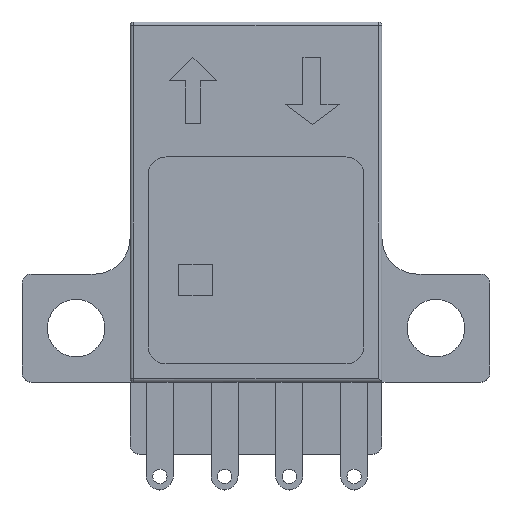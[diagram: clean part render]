
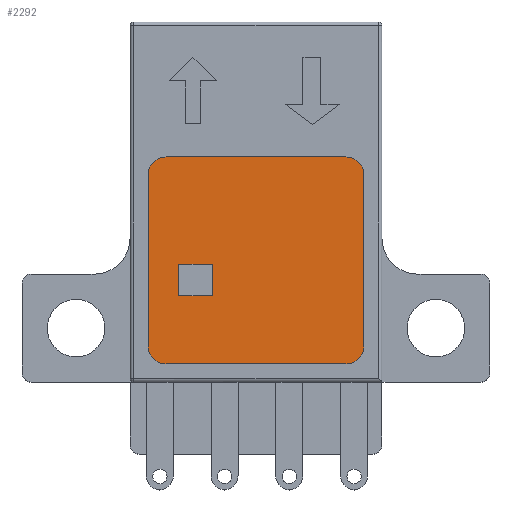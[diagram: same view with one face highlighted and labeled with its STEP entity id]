
A CAD part, top view. The second image highlights one B-rep face of the part: STEP entity #2292.
In plain terms, the highlighted planar face has unit normal (0, 0, 1).
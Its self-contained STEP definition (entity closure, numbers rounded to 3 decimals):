
#73 = CARTESIAN_POINT ( 'NONE',  ( 5., -8., 3.9 ) ) ;
#101 = CARTESIAN_POINT ( 'NONE',  ( 0., 0., 3.9 ) ) ;
#114 = ORIENTED_EDGE ( 'NONE', *, *, #1786, .T. ) ;
#161 = CARTESIAN_POINT ( 'NONE',  ( 5., 1.5, 3.9 ) ) ;
#194 = CARTESIAN_POINT ( 'NONE',  ( -4.29, -5.208, 3.9 ) ) ;
#210 = FACE_OUTER_BOUND ( 'NONE', #3688, .T. ) ;
#233 = VERTEX_POINT ( 'NONE', #602 ) ;
#346 = CARTESIAN_POINT ( 'NONE',  ( -6., -8., 3.9 ) ) ;
#405 = CARTESIAN_POINT ( 'NONE',  ( -6., 2.5, 3.9 ) ) ;
#431 = ORIENTED_EDGE ( 'NONE', *, *, #2260, .T. ) ;
#442 = PLANE ( 'NONE',  #541 ) ;
#478 = VERTEX_POINT ( 'NONE', #949 ) ;
#541 = AXIS2_PLACEMENT_3D ( 'NONE', #101, #3882, #1970 ) ;
#549 = DIRECTION ( 'NONE',  ( 1., 0., 0. ) ) ;
#602 = CARTESIAN_POINT ( 'NONE',  ( -6., 1.5, 3.9 ) ) ;
#612 = CARTESIAN_POINT ( 'NONE',  ( -4.29, -3.46, 3.9 ) ) ;
#640 = VECTOR ( 'NONE', #3255, 1000. ) ;
#670 = CARTESIAN_POINT ( 'NONE',  ( 6., -8., 3.9 ) ) ;
#685 = DIRECTION ( 'NONE',  ( 0., 0., 1. ) ) ;
#689 = CARTESIAN_POINT ( 'NONE',  ( -4.29, -3.46, 3.9 ) ) ;
#710 = VERTEX_POINT ( 'NONE', #2672 ) ;
#742 = LINE ( 'NONE', #3505, #640 ) ;
#827 = CARTESIAN_POINT ( 'NONE',  ( 5., 2.5, 3.9 ) ) ;
#833 = VERTEX_POINT ( 'NONE', #2776 ) ;
#893 = CARTESIAN_POINT ( 'NONE',  ( 5., -9., 3.9 ) ) ;
#901 = VECTOR ( 'NONE', #1236, 1000. ) ;
#921 = CARTESIAN_POINT ( 'NONE',  ( -5., 1.5, 3.9 ) ) ;
#949 = CARTESIAN_POINT ( 'NONE',  ( -2.428, -3.46, 3.9 ) ) ;
#999 = ORIENTED_EDGE ( 'NONE', *, *, #1844, .T. ) ;
#1018 = EDGE_CURVE ( 'NONE', #710, #2467, #3696, .T. ) ;
#1021 = VECTOR ( 'NONE', #2268, 1000. ) ;
#1045 = VERTEX_POINT ( 'NONE', #670 ) ;
#1050 = DIRECTION ( 'NONE',  ( 1., 0., 0. ) ) ;
#1075 = LINE ( 'NONE', #1594, #1216 ) ;
#1157 = VERTEX_POINT ( 'NONE', #1955 ) ;
#1171 = VECTOR ( 'NONE', #2535, 1000. ) ;
#1206 = EDGE_CURVE ( 'NONE', #2467, #833, #2343, .T. ) ;
#1216 = VECTOR ( 'NONE', #3141, 1000. ) ;
#1229 = ORIENTED_EDGE ( 'NONE', *, *, #2192, .T. ) ;
#1236 = DIRECTION ( 'NONE',  ( -1., 0., 0. ) ) ;
#1302 = EDGE_CURVE ( 'NONE', #2028, #1310, #2646, .T. ) ;
#1310 = VERTEX_POINT ( 'NONE', #827 ) ;
#1381 = ORIENTED_EDGE ( 'NONE', *, *, #4019, .F. ) ;
#1414 = LINE ( 'NONE', #2330, #3230 ) ;
#1522 = LINE ( 'NONE', #405, #1959 ) ;
#1576 = VERTEX_POINT ( 'NONE', #893 ) ;
#1594 = CARTESIAN_POINT ( 'NONE',  ( 6., 2.5, 3.9 ) ) ;
#1606 = CIRCLE ( 'NONE', #2787, 1. ) ;
#1724 = DIRECTION ( 'NONE',  ( 0., 0., 1. ) ) ;
#1786 = EDGE_CURVE ( 'NONE', #3168, #1576, #3213, .T. ) ;
#1795 = CARTESIAN_POINT ( 'NONE',  ( 6., 1.5, 3.9 ) ) ;
#1844 = EDGE_CURVE ( 'NONE', #233, #3341, #1522, .T. ) ;
#1869 = VECTOR ( 'NONE', #1050, 1000. ) ;
#1889 = DIRECTION ( 'NONE',  ( 0., 0., 1. ) ) ;
#1919 = ORIENTED_EDGE ( 'NONE', *, *, #2094, .T. ) ;
#1955 = CARTESIAN_POINT ( 'NONE',  ( -5., 2.5, 3.9 ) ) ;
#1959 = VECTOR ( 'NONE', #1995, 1000. ) ;
#1970 = DIRECTION ( 'NONE',  ( 1., 0., 0. ) ) ;
#1995 = DIRECTION ( 'NONE',  ( 0., -1., 0. ) ) ;
#2028 = VERTEX_POINT ( 'NONE', #1795 ) ;
#2056 = EDGE_LOOP ( 'NONE', ( #2124, #3402, #1381, #2800 ) ) ;
#2094 = EDGE_CURVE ( 'NONE', #3341, #3168, #1606, .T. ) ;
#2124 = ORIENTED_EDGE ( 'NONE', *, *, #1018, .F. ) ;
#2154 = FACE_BOUND ( 'NONE', #2056, .T. ) ;
#2185 = DIRECTION ( 'NONE',  ( 1., 0., 0. ) ) ;
#2192 = EDGE_CURVE ( 'NONE', #1045, #2028, #1075, .T. ) ;
#2219 = LINE ( 'NONE', #612, #901 ) ;
#2260 = EDGE_CURVE ( 'NONE', #1576, #1045, #3904, .T. ) ;
#2268 = DIRECTION ( 'NONE',  ( 1., 0., 0. ) ) ;
#2292 = ADVANCED_FACE ( 'NONE', ( #2154, #210 ), #442, .T. ) ;
#2330 = CARTESIAN_POINT ( 'NONE',  ( -6., 2.5, 3.9 ) ) ;
#2343 = LINE ( 'NONE', #3884, #1021 ) ;
#2412 = DIRECTION ( 'NONE',  ( 0., 0., 1. ) ) ;
#2467 = VERTEX_POINT ( 'NONE', #194 ) ;
#2535 = DIRECTION ( 'NONE',  ( 0., -1., 0. ) ) ;
#2637 = DIRECTION ( 'NONE',  ( -1., 0., 0. ) ) ;
#2646 = CIRCLE ( 'NONE', #2967, 1. ) ;
#2672 = CARTESIAN_POINT ( 'NONE',  ( -4.29, -3.46, 3.9 ) ) ;
#2718 = CARTESIAN_POINT ( 'NONE',  ( -5., -8., 3.9 ) ) ;
#2756 = CARTESIAN_POINT ( 'NONE',  ( -5., -9., 3.9 ) ) ;
#2776 = CARTESIAN_POINT ( 'NONE',  ( -2.428, -5.208, 3.9 ) ) ;
#2787 = AXIS2_PLACEMENT_3D ( 'NONE', #2718, #2412, #549 ) ;
#2800 = ORIENTED_EDGE ( 'NONE', *, *, #1206, .F. ) ;
#2873 = DIRECTION ( 'NONE',  ( 1., 0., 0. ) ) ;
#2945 = ORIENTED_EDGE ( 'NONE', *, *, #3736, .T. ) ;
#2967 = AXIS2_PLACEMENT_3D ( 'NONE', #161, #1724, #3962 ) ;
#3121 = AXIS2_PLACEMENT_3D ( 'NONE', #921, #685, #2185 ) ;
#3136 = AXIS2_PLACEMENT_3D ( 'NONE', #73, #1889, #2873 ) ;
#3141 = DIRECTION ( 'NONE',  ( 0., 1., 0. ) ) ;
#3168 = VERTEX_POINT ( 'NONE', #2756 ) ;
#3213 = LINE ( 'NONE', #3861, #1869 ) ;
#3226 = EDGE_CURVE ( 'NONE', #478, #710, #2219, .T. ) ;
#3230 = VECTOR ( 'NONE', #2637, 1000. ) ;
#3255 = DIRECTION ( 'NONE',  ( 0., 1., 0. ) ) ;
#3341 = VERTEX_POINT ( 'NONE', #346 ) ;
#3402 = ORIENTED_EDGE ( 'NONE', *, *, #3226, .F. ) ;
#3424 = ORIENTED_EDGE ( 'NONE', *, *, #1302, .T. ) ;
#3505 = CARTESIAN_POINT ( 'NONE',  ( -2.428, -3.46, 3.9 ) ) ;
#3511 = EDGE_CURVE ( 'NONE', #1310, #1157, #1414, .T. ) ;
#3688 = EDGE_LOOP ( 'NONE', ( #999, #1919, #114, #431, #1229, #3424, #3762, #2945 ) ) ;
#3696 = LINE ( 'NONE', #689, #1171 ) ;
#3736 = EDGE_CURVE ( 'NONE', #1157, #233, #3840, .T. ) ;
#3762 = ORIENTED_EDGE ( 'NONE', *, *, #3511, .T. ) ;
#3840 = CIRCLE ( 'NONE', #3121, 1. ) ;
#3861 = CARTESIAN_POINT ( 'NONE',  ( -6., -9., 3.9 ) ) ;
#3882 = DIRECTION ( 'NONE',  ( 0., 0., 1. ) ) ;
#3884 = CARTESIAN_POINT ( 'NONE',  ( -4.29, -5.208, 3.9 ) ) ;
#3904 = CIRCLE ( 'NONE', #3136, 1. ) ;
#3962 = DIRECTION ( 'NONE',  ( 1., 0., 0. ) ) ;
#4019 = EDGE_CURVE ( 'NONE', #833, #478, #742, .T. ) ;
